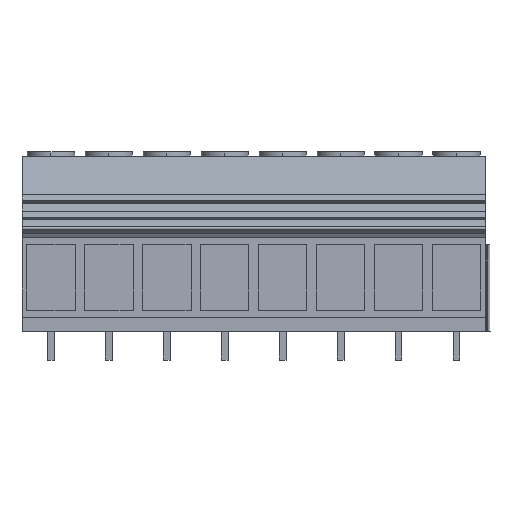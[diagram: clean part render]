
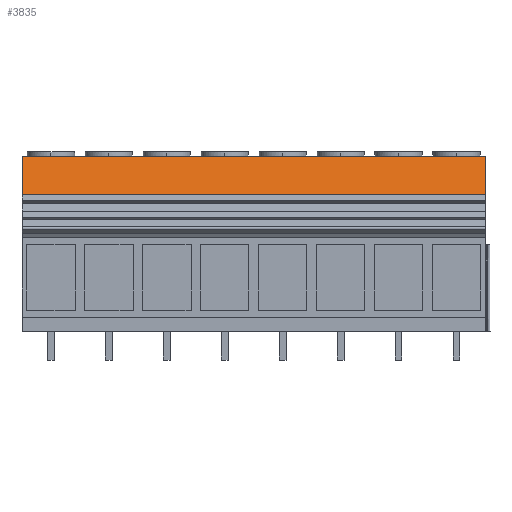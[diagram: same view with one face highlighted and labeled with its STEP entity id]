
A CAD part, front view. The second image highlights one B-rep face of the part: STEP entity #3835.
In plain terms, the highlighted planar face has unit normal (0, -0.966, 0.259).
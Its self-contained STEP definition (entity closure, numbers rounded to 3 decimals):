
#3815=AXIS2_PLACEMENT_3D('Plane Axis2P3D',#3812,#3813,#3814) ;
#862=CARTESIAN_POINT('Vertex',(0.,6.947,28.966)) ;
#865=CARTESIAN_POINT('Line Origine',(0.,7.853,32.346)) ;
#869=CARTESIAN_POINT('Vertex',(0.,8.758,35.725)) ;
#3797=CARTESIAN_POINT('Vertex',(81.28,6.947,28.966)) ;
#3800=CARTESIAN_POINT('Line Origine',(40.64,6.947,28.966)) ;
#3812=CARTESIAN_POINT('Axis2P3D Location',(40.64,6.947,28.966)) ;
#3817=CARTESIAN_POINT('Line Origine',(81.28,7.853,32.346)) ;
#3821=CARTESIAN_POINT('Vertex',(81.28,8.758,35.725)) ;
#3824=CARTESIAN_POINT('Line Origine',(40.64,8.758,35.725)) ;
#866=DIRECTION('Vector Direction',(0.,0.259,0.966)) ;
#3801=DIRECTION('Vector Direction',(1.,0.,0.)) ;
#3813=DIRECTION('Axis2P3D Direction',(0.,0.966,-0.259)) ;
#3814=DIRECTION('Axis2P3D XDirection',(0.,0.259,0.966)) ;
#3818=DIRECTION('Vector Direction',(0.,0.259,0.966)) ;
#3825=DIRECTION('Vector Direction',(1.,0.,0.)) ;
#867=VECTOR('Line Direction',#866,1.) ;
#3802=VECTOR('Line Direction',#3801,1.) ;
#3819=VECTOR('Line Direction',#3818,1.) ;
#3826=VECTOR('Line Direction',#3825,1.) ;
#3830=ORIENTED_EDGE('',*,*,#3804,.T.) ;
#3831=ORIENTED_EDGE('',*,*,#3823,.T.) ;
#3832=ORIENTED_EDGE('',*,*,#3828,.F.) ;
#3833=ORIENTED_EDGE('',*,*,#871,.F.) ;
#3835=ADVANCED_FACE('HOUSING',(#3834),#3816,.F.) ;
#871=EDGE_CURVE('',#863,#870,#868,.T.) ;
#3804=EDGE_CURVE('',#863,#3798,#3803,.T.) ;
#3823=EDGE_CURVE('',#3798,#3822,#3820,.T.) ;
#3828=EDGE_CURVE('',#870,#3822,#3827,.T.) ;
#3829=EDGE_LOOP('',(#3830,#3831,#3832,#3833)) ;
#3834=FACE_OUTER_BOUND('',#3829,.T.) ;
#868=LINE('Line',#865,#867) ;
#3803=LINE('Line',#3800,#3802) ;
#3820=LINE('Line',#3817,#3819) ;
#3827=LINE('Line',#3824,#3826) ;
#3816=PLANE('',#3815) ;
#863=VERTEX_POINT('',#862) ;
#870=VERTEX_POINT('',#869) ;
#3798=VERTEX_POINT('',#3797) ;
#3822=VERTEX_POINT('',#3821) ;
